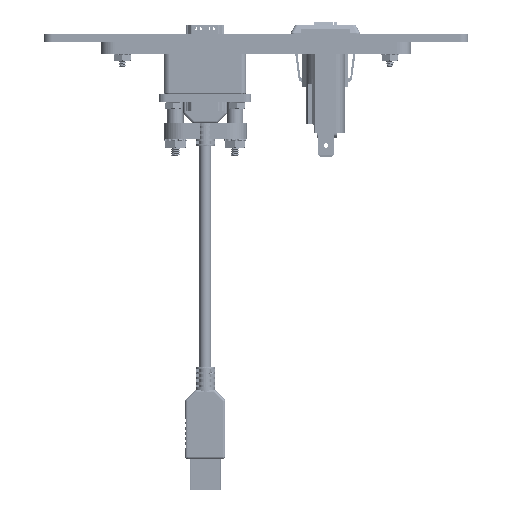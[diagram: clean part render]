
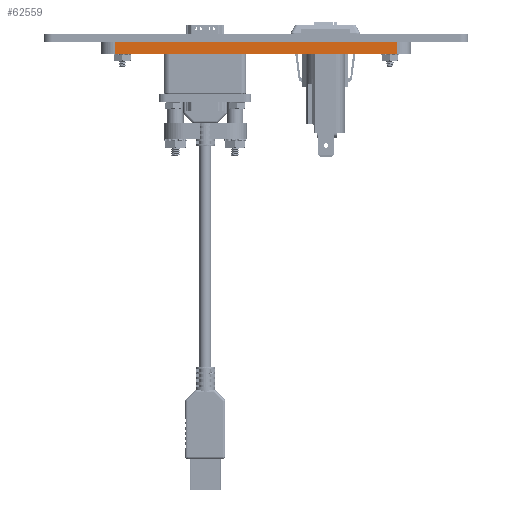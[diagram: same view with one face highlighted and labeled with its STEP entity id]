
A CAD part, front view. The second image highlights one B-rep face of the part: STEP entity #62559.
In plain terms, the highlighted planar face has unit normal (0, -1, 0).
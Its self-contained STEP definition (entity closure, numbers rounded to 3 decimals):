
#1422 = ORIENTED_EDGE ( 'NONE', *, *, #97508, .F. ) ;
#2815 = ORIENTED_EDGE ( 'NONE', *, *, #67054, .T. ) ;
#2817 = VECTOR ( 'NONE', #25575, 1000. ) ;
#3087 = EDGE_LOOP ( 'NONE', ( #2815, #49119, #1422, #24867 ) ) ;
#6280 = PLANE ( 'NONE',  #19522 ) ;
#14884 = EDGE_CURVE ( 'NONE', #59009, #23107, #36971, .T. ) ;
#19461 = DIRECTION ( 'NONE',  ( 0., 0., -1. ) ) ;
#19522 = AXIS2_PLACEMENT_3D ( 'NONE', #57546, #40644, #32198 ) ;
#23107 = VERTEX_POINT ( 'NONE', #111269 ) ;
#24711 = DIRECTION ( 'NONE',  ( 1., 0., 0. ) ) ;
#24867 = ORIENTED_EDGE ( 'NONE', *, *, #90372, .T. ) ;
#25575 = DIRECTION ( 'NONE',  ( 1., 0., 0. ) ) ;
#32198 = DIRECTION ( 'NONE',  ( 0., 0., 1. ) ) ;
#36971 = LINE ( 'NONE', #46521, #41486 ) ;
#40644 = DIRECTION ( 'NONE',  ( 0., 1., 0. ) ) ;
#41486 = VECTOR ( 'NONE', #71286, 1000. ) ;
#43690 = CARTESIAN_POINT ( 'NONE',  ( -227.781, 57.218, 4.572 ) ) ;
#46521 = CARTESIAN_POINT ( 'NONE',  ( -118.084, 57.218, 4.572 ) ) ;
#49119 = ORIENTED_EDGE ( 'NONE', *, *, #14884, .F. ) ;
#49239 = CARTESIAN_POINT ( 'NONE',  ( -118.084, 57.218, 4.572 ) ) ;
#49247 = CARTESIAN_POINT ( 'NONE',  ( -227.781, 57.218, 0. ) ) ;
#49767 = VECTOR ( 'NONE', #24711, 1000. ) ;
#51148 = CARTESIAN_POINT ( 'NONE',  ( -227.781, 57.218, 4.572 ) ) ;
#51349 = VERTEX_POINT ( 'NONE', #58703 ) ;
#57546 = CARTESIAN_POINT ( 'NONE',  ( -227.781, 57.218, 4.572 ) ) ;
#58703 = CARTESIAN_POINT ( 'NONE',  ( -227.781, 57.218, 0. ) ) ;
#59009 = VERTEX_POINT ( 'NONE', #49239 ) ;
#61330 = VECTOR ( 'NONE', #19461, 1000. ) ;
#62559 = ADVANCED_FACE ( 'NONE', ( #81263 ), #6280, .F. ) ;
#66035 = CARTESIAN_POINT ( 'NONE',  ( -227.781, 57.218, 4.572 ) ) ;
#67054 = EDGE_CURVE ( 'NONE', #51349, #23107, #109508, .T. ) ;
#71286 = DIRECTION ( 'NONE',  ( 0., 0., -1. ) ) ;
#81263 = FACE_OUTER_BOUND ( 'NONE', #3087, .T. ) ;
#88183 = VERTEX_POINT ( 'NONE', #66035 ) ;
#90372 = EDGE_CURVE ( 'NONE', #88183, #51349, #96648, .T. ) ;
#96648 = LINE ( 'NONE', #43690, #61330 ) ;
#97508 = EDGE_CURVE ( 'NONE', #88183, #59009, #101879, .T. ) ;
#101879 = LINE ( 'NONE', #51148, #49767 ) ;
#109508 = LINE ( 'NONE', #49247, #2817 ) ;
#111269 = CARTESIAN_POINT ( 'NONE',  ( -118.084, 57.218, 0. ) ) ;
